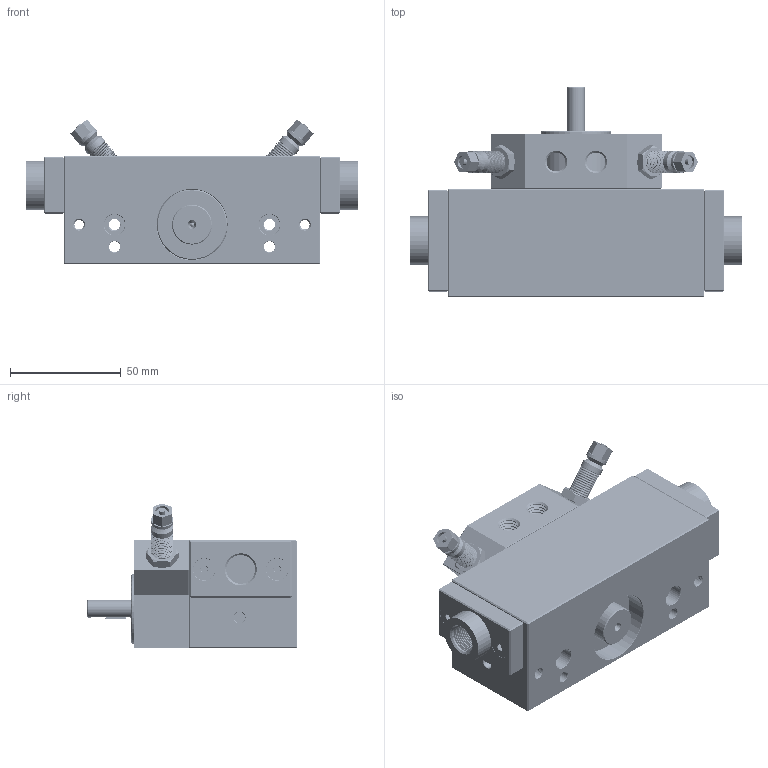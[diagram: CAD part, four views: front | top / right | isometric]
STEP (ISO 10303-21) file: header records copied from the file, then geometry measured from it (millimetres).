
FILE_DESCRIPTION(/* description */ (''),/* implementation_level */ '2;1');
FILE_NAME(/* name */ '0ded3d72-43fe-4605-b6e1-eb107849754d.stp',/* time_stamp */ '2020-11-20T08:44:37+00:00',/* author */ (''),/* organization */ (''),/* preprocessor_version */ 'ST-DEVELOPER v18.1',/* originating_system */ 'Autodesk Translation Framework v9.3.0.1241',/* authorisation */ '');
FILE_SCHEMA (('AUTOMOTIVE_DESIGN { 1 0 10303 214 3 1 1 }'));
Products named in the file (14): MD 20/180 B; Body_part_1; Body_part_3; Pin_6; Socket_head_screw_M5; AS 10/50; AS 10/50_1; Hex_nut_M10; Screw_M10; Pin_8; Flat_head_screw_M5; Body_part_2; Woodruff_key_3x3,7; Rod
Assembly tree (21 placements, depth 3):
  MD 20/180 B
    Body_part_1
    Body_part_3
    Pin_6  x2
    Socket_head_screw_M5  x2
    AS 10/50
      Hex_nut_M10
      Screw_M10
    AS 10/50_1
      Hex_nut_M10
      Screw_M10
    Pin_8
    Flat_head_screw_M5  x4
    Body_part_2  x2
    Woodruff_key_3x3,7
    Rod
Bounding box: 150 x 95 x 65.5 mm (x, y, z)
Volume: 365062.5 mm3; surface area: 89576.8 mm2
Topology: 19 solids, 19 shells, 1914 faces, 5237 edges, 3394 vertices
Faces by surface type: cylinder 1294, plane 312, bspline 159, cone 137, sphere 10, torus 2
Full cylindrical faces by diameter (mm): 2 x1, 3 x2, 3.332 x6, 3.961 x98, 4.109 x2, 4.234 x68, 5 x106, 5.035 x48, 5.12 x36, 6 x6, 6.147 x24, 7.5 x2, 8 x3, 8.5 x2, 8.526 x18, 8.744 x32, 8.913 x4, 9.036 x46, 9.4 x4, 9.884 x60, 10 x8, 10.147 x44, 10.161 x6, 10.198 x19, 13.036 x32, 14.152 x30, 18 x1, 22 x2, 31.8 x3
Entity records: 115137 total; most frequent: CARTESIAN_POINT 83454, ORIENTED_EDGE 7836, DIRECTION 4457, EDGE_CURVE 3918, VERTEX_POINT 2551, B_SPLINE_CURVE_WITH_KNOTS 2349, AXIS2_PLACEMENT_3D 1629, EDGE_LOOP 1501
